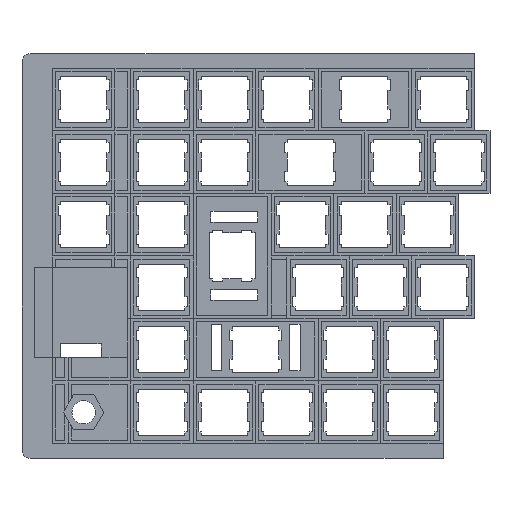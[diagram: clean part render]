
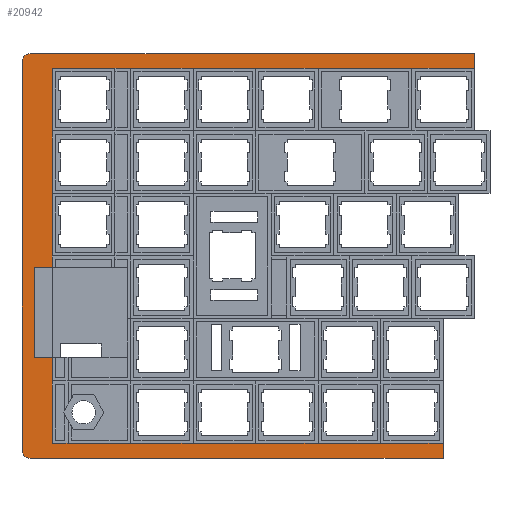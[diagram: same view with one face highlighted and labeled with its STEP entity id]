
A CAD part, top view. The second image highlights one B-rep face of the part: STEP entity #20942.
In plain terms, the highlighted planar face has unit normal (0, 0, 1).
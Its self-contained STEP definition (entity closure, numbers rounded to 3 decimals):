
#29=CIRCLE('',#22006,2.5);
#30=CIRCLE('',#22007,2.5);
#257=FACE_OUTER_BOUND('',#1308,.T.);
#1308=EDGE_LOOP('',(#14346,#14347,#14348,#14349,#14350,#14351,#14352,#14353,
#14354,#14355,#14356,#14357,#14358,#14359,#14360,#14361,#14362,#14363,#14364,
#14365,#14366,#14367,#14368,#14369,#14370,#14371,#14372,#14373,#14374,#14375,
#14376,#14377,#14378,#14379));
#2392=LINE('',#28182,#5460);
#2399=LINE('',#28197,#5467);
#2449=LINE('',#28296,#5517);
#2689=LINE('',#28772,#5757);
#2690=LINE('',#28774,#5758);
#2692=LINE('',#28778,#5760);
#2797=LINE('',#28987,#5865);
#2800=LINE('',#28992,#5868);
#2803=LINE('',#28997,#5871);
#2816=LINE('',#29023,#5884);
#2817=LINE('',#29025,#5885);
#2818=LINE('',#29029,#5886);
#2819=LINE('',#29031,#5887);
#2820=LINE('',#29034,#5888);
#2821=LINE('',#29036,#5889);
#2822=LINE('',#29038,#5890);
#2823=LINE('',#29040,#5891);
#2824=LINE('',#29041,#5892);
#2825=LINE('',#29042,#5893);
#2826=LINE('',#29044,#5894);
#2827=LINE('',#29046,#5895);
#2828=LINE('',#29048,#5896);
#2829=LINE('',#29050,#5897);
#2830=LINE('',#29052,#5898);
#2831=LINE('',#29054,#5899);
#2832=LINE('',#29056,#5900);
#2833=LINE('',#29058,#5901);
#2834=LINE('',#29060,#5902);
#2835=LINE('',#29062,#5903);
#2836=LINE('',#29064,#5904);
#2837=LINE('',#29066,#5905);
#2838=LINE('',#29067,#5906);
#5460=VECTOR('',#22996,10.);
#5467=VECTOR('',#23005,10.);
#5517=VECTOR('',#23069,10.);
#5757=VECTOR('',#23433,1.);
#5758=VECTOR('',#23434,1.);
#5760=VECTOR('',#23438,1.);
#5865=VECTOR('',#23583,10.);
#5868=VECTOR('',#23588,10.);
#5871=VECTOR('',#23593,10.);
#5884=VECTOR('',#23614,10.);
#5885=VECTOR('',#23615,10.);
#5886=VECTOR('',#23618,10.);
#5887=VECTOR('',#23619,10.);
#5888=VECTOR('',#23622,1.);
#5889=VECTOR('',#23623,1.);
#5890=VECTOR('',#23624,1.);
#5891=VECTOR('',#23625,1.);
#5892=VECTOR('',#23626,1.);
#5893=VECTOR('',#23627,1.);
#5894=VECTOR('',#23628,1.);
#5895=VECTOR('',#23629,1.);
#5896=VECTOR('',#23630,1.);
#5897=VECTOR('',#23631,1.);
#5898=VECTOR('',#23632,1.);
#5899=VECTOR('',#23633,1.);
#5900=VECTOR('',#23634,1.);
#5901=VECTOR('',#23635,1.);
#5902=VECTOR('',#23636,1.);
#5903=VECTOR('',#23637,1.);
#5904=VECTOR('',#23638,1.);
#5905=VECTOR('',#23639,1.);
#5906=VECTOR('',#23640,1.);
#8522=VERTEX_POINT('',#28179);
#8523=VERTEX_POINT('',#28181);
#8529=VERTEX_POINT('',#28194);
#8530=VERTEX_POINT('',#28196);
#8572=VERTEX_POINT('',#28295);
#8745=VERTEX_POINT('',#28769);
#8746=VERTEX_POINT('',#28771);
#8747=VERTEX_POINT('',#28773);
#8748=VERTEX_POINT('',#28777);
#8831=VERTEX_POINT('',#28984);
#8832=VERTEX_POINT('',#28986);
#8833=VERTEX_POINT('',#28991);
#8834=VERTEX_POINT('',#28996);
#8843=VERTEX_POINT('',#29022);
#8844=VERTEX_POINT('',#29024);
#8845=VERTEX_POINT('',#29026);
#8846=VERTEX_POINT('',#29028);
#8847=VERTEX_POINT('',#29030);
#8848=VERTEX_POINT('',#29033);
#8849=VERTEX_POINT('',#29035);
#8850=VERTEX_POINT('',#29037);
#8851=VERTEX_POINT('',#29039);
#8852=VERTEX_POINT('',#29043);
#8853=VERTEX_POINT('',#29045);
#8854=VERTEX_POINT('',#29047);
#8855=VERTEX_POINT('',#29049);
#8856=VERTEX_POINT('',#29051);
#8857=VERTEX_POINT('',#29053);
#8858=VERTEX_POINT('',#29055);
#8859=VERTEX_POINT('',#29057);
#8860=VERTEX_POINT('',#29059);
#8861=VERTEX_POINT('',#29061);
#8862=VERTEX_POINT('',#29063);
#8863=VERTEX_POINT('',#29065);
#10601=EDGE_CURVE('',#8523,#8522,#2392,.T.);
#10608=EDGE_CURVE('',#8530,#8529,#2399,.T.);
#10658=EDGE_CURVE('',#8523,#8572,#2449,.T.);
#10901=EDGE_CURVE('',#8745,#8746,#2689,.T.);
#10902=EDGE_CURVE('',#8747,#8746,#2690,.T.);
#10904=EDGE_CURVE('',#8748,#8747,#2692,.T.);
#11009=EDGE_CURVE('',#8832,#8831,#2797,.T.);
#11012=EDGE_CURVE('',#8833,#8832,#2800,.T.);
#11015=EDGE_CURVE('',#8834,#8833,#2803,.T.);
#11028=EDGE_CURVE('',#8529,#8843,#2816,.T.);
#11029=EDGE_CURVE('',#8843,#8844,#2817,.T.);
#11030=EDGE_CURVE('',#8844,#8845,#29,.T.);
#11031=EDGE_CURVE('',#8846,#8845,#2818,.T.);
#11032=EDGE_CURVE('',#8846,#8847,#2819,.T.);
#11033=EDGE_CURVE('',#8847,#8572,#30,.T.);
#11034=EDGE_CURVE('',#8522,#8848,#2820,.T.);
#11035=EDGE_CURVE('',#8848,#8849,#2821,.T.);
#11036=EDGE_CURVE('',#8849,#8850,#2822,.T.);
#11037=EDGE_CURVE('',#8850,#8851,#2823,.T.);
#11038=EDGE_CURVE('',#8851,#8748,#2824,.T.);
#11039=EDGE_CURVE('',#8834,#8745,#2825,.T.);
#11040=EDGE_CURVE('',#8852,#8831,#2826,.T.);
#11041=EDGE_CURVE('',#8853,#8852,#2827,.T.);
#11042=EDGE_CURVE('',#8854,#8853,#2828,.T.);
#11043=EDGE_CURVE('',#8855,#8854,#2829,.T.);
#11044=EDGE_CURVE('',#8856,#8855,#2830,.T.);
#11045=EDGE_CURVE('',#8857,#8856,#2831,.T.);
#11046=EDGE_CURVE('',#8858,#8857,#2832,.T.);
#11047=EDGE_CURVE('',#8859,#8858,#2833,.T.);
#11048=EDGE_CURVE('',#8860,#8859,#2834,.T.);
#11049=EDGE_CURVE('',#8861,#8860,#2835,.T.);
#11050=EDGE_CURVE('',#8862,#8861,#2836,.T.);
#11051=EDGE_CURVE('',#8863,#8862,#2837,.T.);
#11052=EDGE_CURVE('',#8530,#8863,#2838,.T.);
#14346=ORIENTED_EDGE('',*,*,#10608,.T.);
#14347=ORIENTED_EDGE('',*,*,#11028,.T.);
#14348=ORIENTED_EDGE('',*,*,#11029,.T.);
#14349=ORIENTED_EDGE('',*,*,#11030,.T.);
#14350=ORIENTED_EDGE('',*,*,#11031,.F.);
#14351=ORIENTED_EDGE('',*,*,#11032,.T.);
#14352=ORIENTED_EDGE('',*,*,#11033,.T.);
#14353=ORIENTED_EDGE('',*,*,#10658,.F.);
#14354=ORIENTED_EDGE('',*,*,#10601,.T.);
#14355=ORIENTED_EDGE('',*,*,#11034,.T.);
#14356=ORIENTED_EDGE('',*,*,#11035,.T.);
#14357=ORIENTED_EDGE('',*,*,#11036,.T.);
#14358=ORIENTED_EDGE('',*,*,#11037,.T.);
#14359=ORIENTED_EDGE('',*,*,#11038,.T.);
#14360=ORIENTED_EDGE('',*,*,#10904,.T.);
#14361=ORIENTED_EDGE('',*,*,#10902,.T.);
#14362=ORIENTED_EDGE('',*,*,#10901,.F.);
#14363=ORIENTED_EDGE('',*,*,#11039,.F.);
#14364=ORIENTED_EDGE('',*,*,#11015,.T.);
#14365=ORIENTED_EDGE('',*,*,#11012,.T.);
#14366=ORIENTED_EDGE('',*,*,#11009,.T.);
#14367=ORIENTED_EDGE('',*,*,#11040,.F.);
#14368=ORIENTED_EDGE('',*,*,#11041,.F.);
#14369=ORIENTED_EDGE('',*,*,#11042,.F.);
#14370=ORIENTED_EDGE('',*,*,#11043,.F.);
#14371=ORIENTED_EDGE('',*,*,#11044,.F.);
#14372=ORIENTED_EDGE('',*,*,#11045,.F.);
#14373=ORIENTED_EDGE('',*,*,#11046,.F.);
#14374=ORIENTED_EDGE('',*,*,#11047,.F.);
#14375=ORIENTED_EDGE('',*,*,#11048,.F.);
#14376=ORIENTED_EDGE('',*,*,#11049,.F.);
#14377=ORIENTED_EDGE('',*,*,#11050,.F.);
#14378=ORIENTED_EDGE('',*,*,#11051,.F.);
#14379=ORIENTED_EDGE('',*,*,#11052,.F.);
#19901=PLANE('',#22005);
#20942=ADVANCED_FACE('',(#257),#19901,.T.);
#22005=AXIS2_PLACEMENT_3D('',#29021,#23612,#23613);
#22006=AXIS2_PLACEMENT_3D('',#29027,#23616,#23617);
#22007=AXIS2_PLACEMENT_3D('',#29032,#23620,#23621);
#22996=DIRECTION('',(0.,-1.,0.));
#23005=DIRECTION('',(0.,-1.,0.));
#23069=DIRECTION('',(1.,0.,0.));
#23433=DIRECTION('',(0.,1.,0.));
#23434=DIRECTION('',(1.,0.,0.));
#23438=DIRECTION('',(1.,0.,0.));
#23583=DIRECTION('',(-1.,0.,0.));
#23588=DIRECTION('',(0.,-1.,0.));
#23593=DIRECTION('',(1.,0.,0.));
#23612=DIRECTION('center_axis',(0.,0.,1.));
#23613=DIRECTION('ref_axis',(1.,0.,0.));
#23614=DIRECTION('',(1.,0.,0.));
#23615=DIRECTION('',(1.,0.001,0.));
#23616=DIRECTION('center_axis',(0.,0.,1.));
#23617=DIRECTION('ref_axis',(0.001,-1.,0.));
#23618=DIRECTION('',(0.001,-1.,0.));
#23619=DIRECTION('',(0.,1.,0.));
#23620=DIRECTION('center_axis',(0.,0.,
1.));
#23621=DIRECTION('ref_axis',(1.,0.,0.));
#23622=DIRECTION('',(1.,0.,0.));
#23623=DIRECTION('',(1.,0.,0.));
#23624=DIRECTION('',(1.,0.,0.));
#23625=DIRECTION('',(1.,0.,0.));
#23626=DIRECTION('',(1.,0.,0.));
#23627=DIRECTION('',(0.,1.,0.));
#23628=DIRECTION('',(0.,1.,0.));
#23629=DIRECTION('',(0.,1.,0.));
#23630=DIRECTION('',(0.,1.,0.));
#23631=DIRECTION('',(0.,1.,0.));
#23632=DIRECTION('',(1.,0.,0.));
#23633=DIRECTION('',(1.,0.,0.));
#23634=DIRECTION('',(1.,0.,0.));
#23635=DIRECTION('',(1.,0.,0.));
#23636=DIRECTION('',(1.,0.,0.));
#23637=DIRECTION('',(1.,0.,0.));
#23638=DIRECTION('',(1.,0.,0.));
#23639=DIRECTION('',(1.,0.,0.));
#23640=DIRECTION('',(1.,0.,0.));
#28179=CARTESIAN_POINT('',(209.55,0.,0.7));
#28181=CARTESIAN_POINT('',(209.55,4.5,0.7));
#28182=CARTESIAN_POINT('',(209.55,-55.9,0.7));
#28194=CARTESIAN_POINT('',(200.025,-118.8,0.7));
#28196=CARTESIAN_POINT('',(200.025,-114.3,0.7));
#28197=CARTESIAN_POINT('',(200.025,-115.3,0.7));
#28295=CARTESIAN_POINT('',(335.375,4.5,0.7));
#28296=CARTESIAN_POINT('',(304.8,4.5,0.7));
#28769=CARTESIAN_POINT('',(328.613,-19.05,0.7));
#28771=CARTESIAN_POINT('',(328.613,0.,0.7));
#28772=CARTESIAN_POINT('',(328.613,-19.05,0.7));
#28773=CARTESIAN_POINT('',(323.85,0.,0.7));
#28774=CARTESIAN_POINT('',(323.85,0.,0.7));
#28777=CARTESIAN_POINT('',(304.8,0.,0.7));
#28778=CARTESIAN_POINT('',(304.8,0.,0.7));
#28984=CARTESIAN_POINT('',(328.613,-53.65,0.7));
#28986=CARTESIAN_POINT('',(334.2,-53.65,0.7));
#28987=CARTESIAN_POINT('',(166.1,-53.65,0.7));
#28991=CARTESIAN_POINT('',(334.2,-26.25,0.7));
#28992=CARTESIAN_POINT('',(334.2,-71.275,0.7));
#28996=CARTESIAN_POINT('',(328.613,-26.25,0.7));
#28997=CARTESIAN_POINT('',(151.9,-26.25,0.7));
#29021=CARTESIAN_POINT('Origin',(-2.,-116.3,0.7));
#29022=CARTESIAN_POINT('',(330.613,-118.8,0.7));
#29023=CARTESIAN_POINT('',(-2.747,-118.8,0.7));
#29024=CARTESIAN_POINT('',(335.395,-118.796,0.7));
#29025=CARTESIAN_POINT('',(330.613,-118.8,0.7));
#29026=CARTESIAN_POINT('',(337.893,-116.294,0.7));
#29027=CARTESIAN_POINT('Origin',(335.393,-116.296,0.7));
#29028=CARTESIAN_POINT('',(337.875,-95.25,0.7));
#29029=CARTESIAN_POINT('',(337.875,-95.25,0.7));
#29030=CARTESIAN_POINT('',(337.875,2.,0.7));
#29031=CARTESIAN_POINT('',(337.875,-41.,0.7));
#29032=CARTESIAN_POINT('Origin',(335.375,2.,0.7));
#29033=CARTESIAN_POINT('',(228.6,0.,0.7));
#29034=CARTESIAN_POINT('',(209.55,0.,0.7));
#29035=CARTESIAN_POINT('',(247.65,0.,0.7));
#29036=CARTESIAN_POINT('',(228.6,0.,0.7));
#29037=CARTESIAN_POINT('',(266.7,0.,0.7));
#29038=CARTESIAN_POINT('',(247.65,0.,0.7));
#29039=CARTESIAN_POINT('',(285.75,0.,0.7));
#29040=CARTESIAN_POINT('',(266.7,0.,0.7));
#29041=CARTESIAN_POINT('',(285.75,0.,0.7));
#29042=CARTESIAN_POINT('',(328.613,-38.1,0.7));
#29043=CARTESIAN_POINT('',(328.613,-57.15,0.7));
#29044=CARTESIAN_POINT('',(328.613,-57.15,0.7));
#29045=CARTESIAN_POINT('',(328.613,-76.2,0.7));
#29046=CARTESIAN_POINT('',(328.613,-76.2,0.7));
#29047=CARTESIAN_POINT('',(328.613,-95.25,0.7));
#29048=CARTESIAN_POINT('',(328.613,-95.25,0.7));
#29049=CARTESIAN_POINT('',(328.613,-114.3,0.7));
#29050=CARTESIAN_POINT('',(328.613,-114.3,0.7));
#29051=CARTESIAN_POINT('',(328.612,-114.3,0.7));
#29052=CARTESIAN_POINT('',(323.85,-114.3,0.7));
#29053=CARTESIAN_POINT('',(309.562,-114.3,0.7));
#29054=CARTESIAN_POINT('',(323.85,-114.3,0.7));
#29055=CARTESIAN_POINT('',(304.8,-114.3,0.7));
#29056=CARTESIAN_POINT('',(304.8,-114.3,0.7));
#29057=CARTESIAN_POINT('',(285.75,-114.3,0.7));
#29058=CARTESIAN_POINT('',(285.75,-114.3,0.7));
#29059=CARTESIAN_POINT('',(266.7,-114.3,0.7));
#29060=CARTESIAN_POINT('',(266.7,-114.3,0.7));
#29061=CARTESIAN_POINT('',(247.65,-114.3,0.7));
#29062=CARTESIAN_POINT('',(247.65,-114.3,0.7));
#29063=CARTESIAN_POINT('',(219.075,-114.3,0.7));
#29064=CARTESIAN_POINT('',(228.6,-114.3,0.7));
#29065=CARTESIAN_POINT('',(200.025,-114.3,0.7));
#29066=CARTESIAN_POINT('',(209.55,-114.3,0.7));
#29067=CARTESIAN_POINT('',(190.5,-114.3,0.7));
